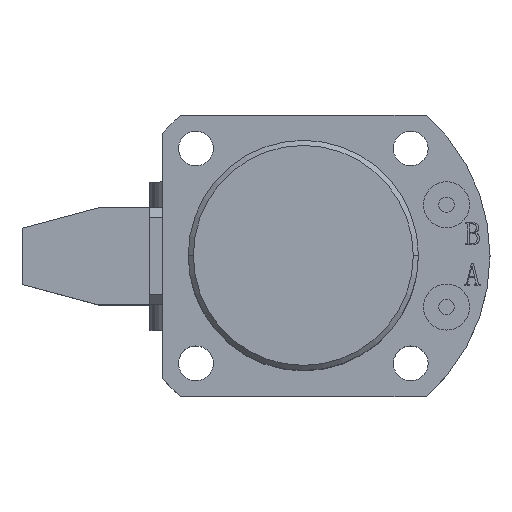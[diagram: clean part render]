
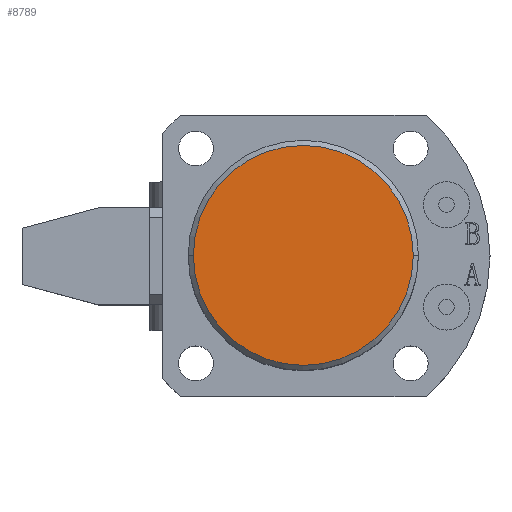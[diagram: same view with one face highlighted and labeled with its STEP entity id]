
A CAD part, top view. The second image highlights one B-rep face of the part: STEP entity #8789.
In plain terms, the highlighted planar face has unit normal (0, 0, 1).
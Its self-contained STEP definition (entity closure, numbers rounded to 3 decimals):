
#189 = EDGE_LOOP ( 'NONE', ( #7886, #7741 ) ) ;
#233 = CIRCLE ( 'NONE', #3719, 21.5 ) ;
#998 = DIRECTION ( 'NONE',  ( 0., 0., 1. ) ) ;
#999 = DIRECTION ( 'NONE',  ( 1., 0., 0. ) ) ;
#1001 = CARTESIAN_POINT ( 'NONE',  ( 0., 0., 76. ) ) ;
#1538 = CIRCLE ( 'NONE', #3605, 21.5 ) ;
#1710 = DIRECTION ( 'NONE',  ( 1., 0., 0. ) ) ;
#1711 = DIRECTION ( 'NONE',  ( 0., 0., 1. ) ) ;
#1712 = CARTESIAN_POINT ( 'NONE',  ( 0., 0., 76. ) ) ;
#1878 = FACE_OUTER_BOUND ( 'NONE', #189, .T. ) ;
#2962 = VERTEX_POINT ( 'NONE', #7404 ) ;
#3299 = VERTEX_POINT ( 'NONE', #6873 ) ;
#3605 = AXIS2_PLACEMENT_3D ( 'NONE', #1001, #998, #999 ) ;
#3719 = AXIS2_PLACEMENT_3D ( 'NONE', #1712, #1711, #1710 ) ;
#3817 = AXIS2_PLACEMENT_3D ( 'NONE', #6793, #6785, #6790 ) ;
#6758 = PLANE ( 'NONE',  #3817 ) ;
#6785 = DIRECTION ( 'NONE',  ( 0., 0., 1. ) ) ;
#6790 = DIRECTION ( 'NONE',  ( 1., 0., 0. ) ) ;
#6793 = CARTESIAN_POINT ( 'NONE',  ( 0., 0., 76. ) ) ;
#6873 = CARTESIAN_POINT ( 'NONE',  ( 21.5, 0., 76. ) ) ;
#7404 = CARTESIAN_POINT ( 'NONE',  ( -21.5, 0., 76. ) ) ;
#7741 = ORIENTED_EDGE ( 'NONE', *, *, #8577, .T. ) ;
#7886 = ORIENTED_EDGE ( 'NONE', *, *, #8358, .T. ) ;
#8358 = EDGE_CURVE ( 'NONE', #2962, #3299, #1538, .T. ) ;
#8577 = EDGE_CURVE ( 'NONE', #3299, #2962, #233, .T. ) ;
#8789 = ADVANCED_FACE ( 'NONE', ( #1878 ), #6758, .T. ) ;
